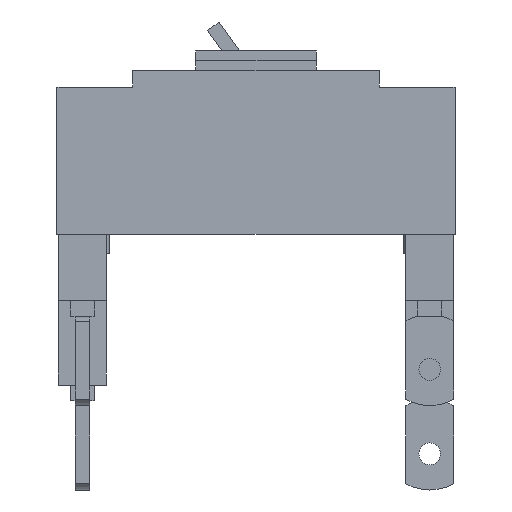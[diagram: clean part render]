
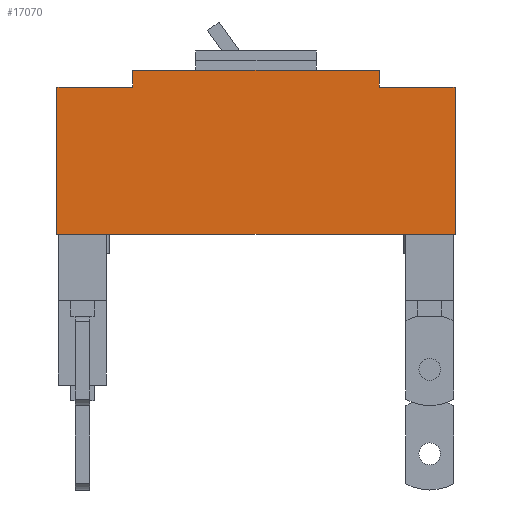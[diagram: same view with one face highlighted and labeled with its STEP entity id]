
A CAD part, left-side view. The second image highlights one B-rep face of the part: STEP entity #17070.
In plain terms, the highlighted planar face has unit normal (-1, 0, 0).
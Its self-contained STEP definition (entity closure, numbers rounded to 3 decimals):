
#16360=CARTESIAN_POINT('',(-177.053,-1524.6,0.));
#16370=DIRECTION('',(1.,-0.,0.));
#16380=DIRECTION('',(0.,0.,-1.));
#16390=AXIS2_PLACEMENT_3D('',#16360,#16370,#16380);
#16400=PLANE('',#16390);
#16410=CARTESIAN_POINT('',(-177.053,-1667.944,0.));
#16420=DIRECTION('',(0.,0.,-1.));
#16430=VECTOR('',#16420,1.);
#16440=LINE('',#16410,#16430);
#16450=CARTESIAN_POINT('',(-177.053,-1667.944,
-8.));
#16460=VERTEX_POINT('',#16450);
#16470=CARTESIAN_POINT('',(-177.053,-1667.944,-15.));
#16480=VERTEX_POINT('',#16470);
#16490=EDGE_CURVE('',#16460,#16480,#16440,.T.);
#16500=ORIENTED_EDGE('',*,*,#16490,.F.);
#16510=CARTESIAN_POINT('',(-177.053,0.,-15.));
#16520=DIRECTION('',(0.,-1.,0.));
#16530=VECTOR('',#16520,1.);
#16540=LINE('',#16510,#16530);
#16550=CARTESIAN_POINT('',(-177.053,-1699.444,-15.));
#16560=VERTEX_POINT('',#16550);
#16570=EDGE_CURVE('',#16480,#16560,#16540,.T.);
#16580=ORIENTED_EDGE('',*,*,#16570,.F.);
#16590=CARTESIAN_POINT('',(-177.053,-1699.444,0.));
#16600=DIRECTION('',(0.,0.,-1.));
#16610=VECTOR('',#16600,1.);
#16620=LINE('',#16590,#16610);
#16630=CARTESIAN_POINT('',(-177.053,-1699.444,
-76.));
#16640=VERTEX_POINT('',#16630);
#16650=EDGE_CURVE('',#16560,#16640,#16620,.T.);
#16660=ORIENTED_EDGE('',*,*,#16650,.F.);
#16670=CARTESIAN_POINT('',(-177.053,0.,-76.));
#16680=DIRECTION('',(0.,1.,0.));
#16690=VECTOR('',#16680,1.);
#16700=LINE('',#16670,#16690);
#16710=CARTESIAN_POINT('',(-177.053,-1534.445,
-76.));
#16720=VERTEX_POINT('',#16710);
#16730=EDGE_CURVE('',#16640,#16720,#16700,.T.);
#16740=ORIENTED_EDGE('',*,*,#16730,.F.);
#16750=CARTESIAN_POINT('',(-177.053,-1534.445,0.));
#16760=DIRECTION('',(0.,0.,1.));
#16770=VECTOR('',#16760,1.);
#16780=LINE('',#16750,#16770);
#16790=CARTESIAN_POINT('',(-177.053,-1534.445,-15.));
#16800=VERTEX_POINT('',#16790);
#16810=EDGE_CURVE('',#16720,#16800,#16780,.T.);
#16820=ORIENTED_EDGE('',*,*,#16810,.F.);
#16830=CARTESIAN_POINT('',(-177.053,0.,-15.));
#16840=DIRECTION('',(0.,-1.,0.));
#16850=VECTOR('',#16840,1.);
#16860=LINE('',#16830,#16850);
#16870=CARTESIAN_POINT('',(-177.053,-1565.945,-15.));
#16880=VERTEX_POINT('',#16870);
#16890=EDGE_CURVE('',#16800,#16880,#16860,.T.);
#16900=ORIENTED_EDGE('',*,*,#16890,.F.);
#16910=CARTESIAN_POINT('',(-177.053,-1565.945,0.));
#16920=DIRECTION('',(0.,0.,1.));
#16930=VECTOR('',#16920,1.);
#16940=LINE('',#16910,#16930);
#16950=CARTESIAN_POINT('',(-177.053,-1565.945,
-8.));
#16960=VERTEX_POINT('',#16950);
#16970=EDGE_CURVE('',#16880,#16960,#16940,.T.);
#16980=ORIENTED_EDGE('',*,*,#16970,.F.);
#16990=CARTESIAN_POINT('',(-177.053,0.,-8.));
#17000=DIRECTION('',(0.,-1.,0.));
#17010=VECTOR('',#17000,1.);
#17020=LINE('',#16990,#17010);
#17030=EDGE_CURVE('',#16960,#16460,#17020,.T.);
#17040=ORIENTED_EDGE('',*,*,#17030,.F.);
#17050=EDGE_LOOP('',(#17040,#16980,#16900,#16820,#16740,#16660,#16580,
#16500));
#17060=FACE_OUTER_BOUND('',#17050,.T.);
#17070=ADVANCED_FACE('',(#17060),#16400,.F.);
